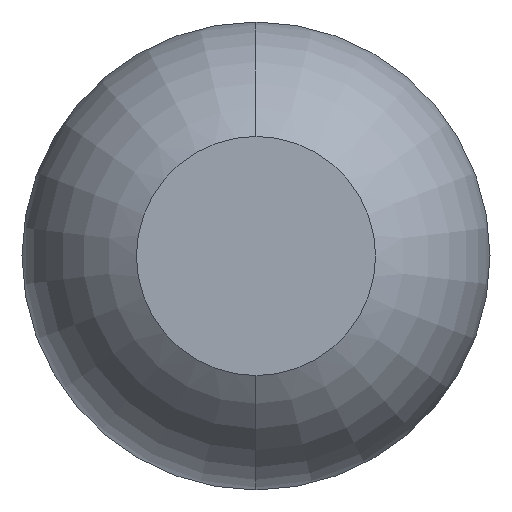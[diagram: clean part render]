
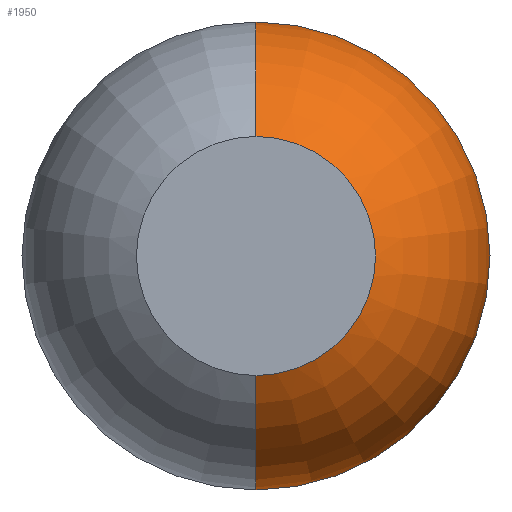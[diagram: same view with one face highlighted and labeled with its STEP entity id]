
A CAD part, front view. The second image highlights one B-rep face of the part: STEP entity #1950.
In plain terms, the highlighted toroidal (fillet/blend) face has major radius 0.035 mm and minor radius 0.65 mm.
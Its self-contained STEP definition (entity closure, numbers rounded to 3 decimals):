
#217 = DIRECTION ( 'NONE',  ( -1., 0., 0. ) ) ;
#259 = EDGE_CURVE ( 'Defeature ausgef�hrt1_11+Defeature ausgef�hrt1_4+Defeature ausgef�hrt1_4+Defeature ausgef�hrt1_4', #859, #3548, #1328, .T. ) ;
#365 = EDGE_CURVE ( 'Defeature ausgef�hrt1_4+Defeature ausgef�hrt1_5+Defeature ausgef�hrt1_5+Defeature ausgef�hrt1_5', #3621, #3699, #4192, .T. ) ;
#523 = CIRCLE ( 'NONE', #2707, 0.65 ) ;
#789 = TOROIDAL_SURFACE ( 'NONE', #2065, 0.035, 0.65 ) ;
#839 = CARTESIAN_POINT ( 'NONE',  ( 0., -24.431, -0.685 ) ) ;
#851 = DIRECTION ( 'NONE',  ( 1., 0., 0. ) ) ;
#859 = VERTEX_POINT ( 'NONE', #2684 ) ;
#919 = ORIENTED_EDGE ( 'NONE', *, *, #3552, .T. ) ;
#1182 = ORIENTED_EDGE ( 'NONE', *, *, #365, .T. ) ;
#1196 = DIRECTION ( 'NONE',  ( 0., 0., -1. ) ) ;
#1211 = DIRECTION ( 'NONE',  ( 0., -1., 0. ) ) ;
#1328 = CIRCLE ( 'NONE', #2110, 0.35 ) ;
#1418 = CARTESIAN_POINT ( 'NONE',  ( 0., -24.431, 0. ) ) ;
#1475 = AXIS2_PLACEMENT_3D ( 'NONE', #1843, #217, #3203 ) ;
#1498 = EDGE_CURVE ( 'NONE', #3621, #859, #4185, .T. ) ;
#1592 = DIRECTION ( 'NONE',  ( 0., 0., -1. ) ) ;
#1842 = CARTESIAN_POINT ( 'NONE',  ( 0., -24.431, 0.035 ) ) ;
#1843 = CARTESIAN_POINT ( 'NONE',  ( 0., -24.431, -0.035 ) ) ;
#1950 = ADVANCED_FACE ( 'Defeature ausgef�hrt1_4', ( #4036 ), #789, .T. ) ;
#2060 = DIRECTION ( 'NONE',  ( 0., 0., -1. ) ) ;
#2065 = AXIS2_PLACEMENT_3D ( 'NONE', #3225, #1211, #1196 ) ;
#2110 = AXIS2_PLACEMENT_3D ( 'NONE', #3227, #3625, #1592 ) ;
#2311 = EDGE_LOOP ( 'NONE', ( #1182, #919, #3857, #4282 ) ) ;
#2491 = DIRECTION ( 'NONE',  ( 0., 0., -1. ) ) ;
#2684 = CARTESIAN_POINT ( 'NONE',  ( 0., -25., -0.35 ) ) ;
#2707 = AXIS2_PLACEMENT_3D ( 'NONE', #1842, #851, #2491 ) ;
#2771 = DIRECTION ( 'NONE',  ( 0., -1., 0. ) ) ;
#2937 = AXIS2_PLACEMENT_3D ( 'NONE', #1418, #2771, #2060 ) ;
#3161 = CARTESIAN_POINT ( 'NONE',  ( 0., -25., 0.35 ) ) ;
#3203 = DIRECTION ( 'NONE',  ( 0., 0., 1. ) ) ;
#3225 = CARTESIAN_POINT ( 'NONE',  ( 0., -24.431, 0. ) ) ;
#3227 = CARTESIAN_POINT ( 'NONE',  ( 0., -25., 0. ) ) ;
#3289 = CARTESIAN_POINT ( 'NONE',  ( 0., -24.431, 0.685 ) ) ;
#3548 = VERTEX_POINT ( 'NONE', #3161 ) ;
#3552 = EDGE_CURVE ( 'NONE', #3699, #3548, #523, .T. ) ;
#3621 = VERTEX_POINT ( 'NONE', #839 ) ;
#3625 = DIRECTION ( 'NONE',  ( 0., -1., 0. ) ) ;
#3699 = VERTEX_POINT ( 'NONE', #3289 ) ;
#3857 = ORIENTED_EDGE ( 'NONE', *, *, #259, .F. ) ;
#4036 = FACE_OUTER_BOUND ( 'NONE', #2311, .T. ) ;
#4185 = CIRCLE ( 'NONE', #1475, 0.65 ) ;
#4192 = CIRCLE ( 'NONE', #2937, 0.685 ) ;
#4282 = ORIENTED_EDGE ( 'NONE', *, *, #1498, .F. ) ;
